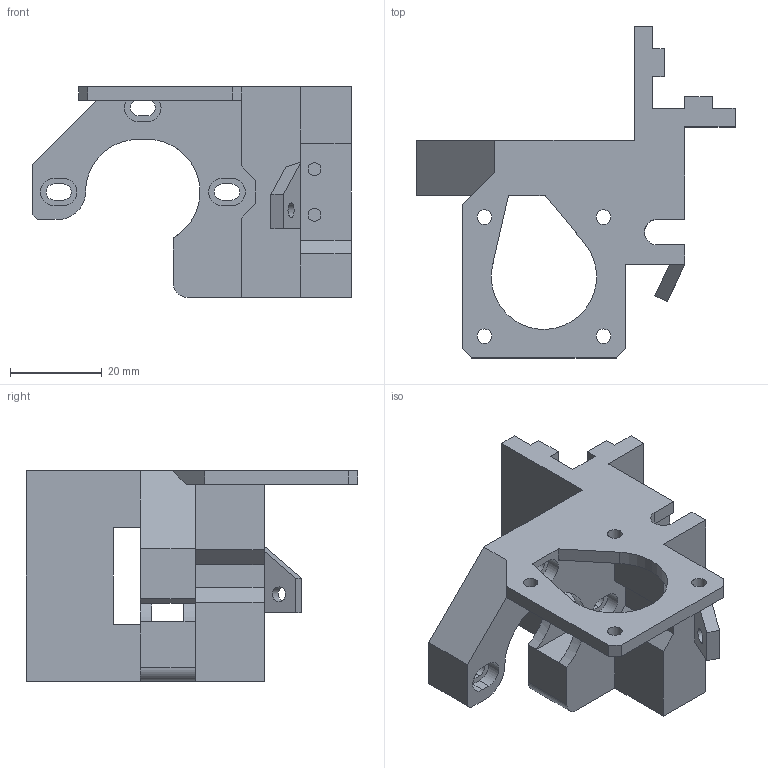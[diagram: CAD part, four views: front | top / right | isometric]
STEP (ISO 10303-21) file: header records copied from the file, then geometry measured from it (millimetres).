
FILE_DESCRIPTION(('FreeCAD Model'),'2;1');
FILE_NAME('x-motor-e.step', '2015-04-03T20:27:44',('FreeCAD'),('FreeCAD'), 'Open CASCADE STEP processor 6.5','FreeCAD','Unknown');
FILE_SCHEMA(('AUTOMOTIVE_DESIGN_CC2 { 1 2 10303 214 -1 1 5 4 }'));
Length unit declared in the file: millimetre
Products named in the file (1): x-motor-e
Bounding box: 69.5 x 72.5 x 46 mm (x, y, z)
Volume: 31551.8 mm3; surface area: 18027 mm2
Topology: 1 solids, 1 shells, 142 faces, 395 edges, 258 vertices
Faces by surface type: plane 101, cylinder 29, bspline 12
Full cylindrical faces by diameter (mm): 2.8 x2, 3.2 x5
Entity records: 11006 total; most frequent: CARTESIAN_POINT 3220, DIRECTION 1376, LINE 961, VECTOR 961, ORIENTED_EDGE 794, PCURVE 794, DEFINITIONAL_REPRESENTATION 794, EDGE_CURVE 397
